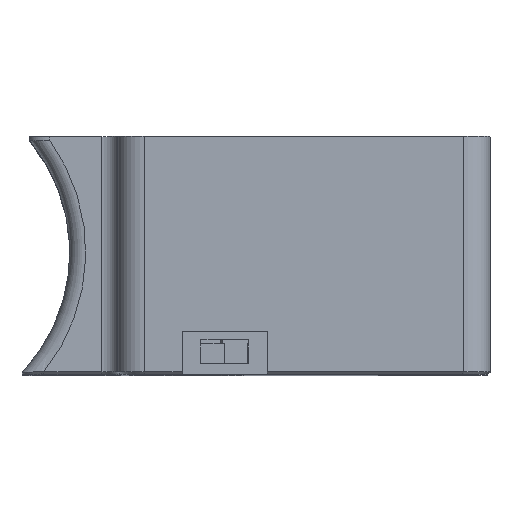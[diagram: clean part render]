
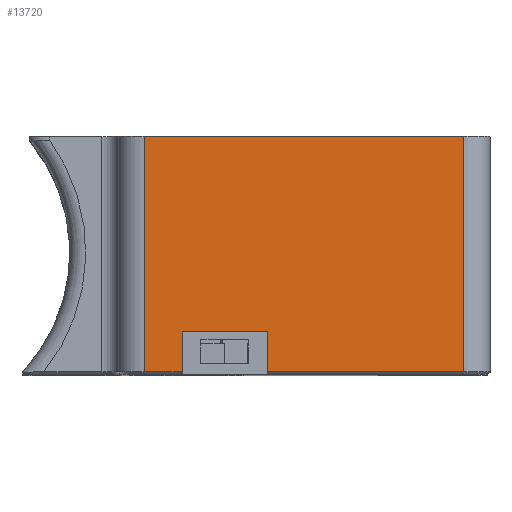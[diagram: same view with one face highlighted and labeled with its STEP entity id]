
A CAD part, top view. The second image highlights one B-rep face of the part: STEP entity #13720.
In plain terms, the highlighted planar face has unit normal (0, 0, 1).
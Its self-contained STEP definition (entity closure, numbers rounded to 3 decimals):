
#1255=FACE_OUTER_BOUND('',#2048,.T.);
#2048=EDGE_LOOP('',(#11459,#11460,#11461,#11462,#11463,#11464,#11465,#11466));
#3006=LINE('',#21530,#4566);
#3498=LINE('',#22973,#5058);
#3543=LINE('',#23064,#5103);
#3545=LINE('',#23068,#5105);
#3546=LINE('',#23069,#5106);
#3547=LINE('',#23071,#5107);
#3548=LINE('',#23073,#5108);
#3549=LINE('',#23074,#5109);
#4566=VECTOR('',#15873,10.);
#5058=VECTOR('',#16963,10.);
#5103=VECTOR('',#17036,10.);
#5105=VECTOR('',#17040,10.);
#5106=VECTOR('',#17041,10.);
#5107=VECTOR('',#17042,10.);
#5108=VECTOR('',#17043,10.);
#5109=VECTOR('',#17044,10.);
#6120=VERTEX_POINT('',#21527);
#6121=VERTEX_POINT('',#21529);
#6551=VERTEX_POINT('',#22971);
#6582=VERTEX_POINT('',#23061);
#6583=VERTEX_POINT('',#23063);
#6584=VERTEX_POINT('',#23067);
#6585=VERTEX_POINT('',#23070);
#6586=VERTEX_POINT('',#23072);
#7682=EDGE_CURVE('',#6120,#6121,#3006,.T.);
#8298=EDGE_CURVE('',#6551,#6120,#3498,.T.);
#8343=EDGE_CURVE('',#6583,#6582,#3543,.T.);
#8345=EDGE_CURVE('',#6584,#6551,#3545,.T.);
#8346=EDGE_CURVE('',#6584,#6583,#3546,.T.);
#8347=EDGE_CURVE('',#6582,#6585,#3547,.T.);
#8348=EDGE_CURVE('',#6586,#6585,#3548,.T.);
#8349=EDGE_CURVE('',#6121,#6586,#3549,.T.);
#11459=ORIENTED_EDGE('',*,*,#8298,.F.);
#11460=ORIENTED_EDGE('',*,*,#8345,.F.);
#11461=ORIENTED_EDGE('',*,*,#8346,.T.);
#11462=ORIENTED_EDGE('',*,*,#8343,.T.);
#11463=ORIENTED_EDGE('',*,*,#8347,.T.);
#11464=ORIENTED_EDGE('',*,*,#8348,.F.);
#11465=ORIENTED_EDGE('',*,*,#8349,.F.);
#11466=ORIENTED_EDGE('',*,*,#7682,.F.);
#13067=PLANE('',#14489);
#13720=ADVANCED_FACE('',(#1255),#13067,.T.);
#14489=AXIS2_PLACEMENT_3D('',#23066,#17038,#17039);
#15873=DIRECTION('',(1.,0.,0.));
#16963=DIRECTION('',(0.,1.,0.));
#17036=DIRECTION('',(1.,0.,0.));
#17038=DIRECTION('center_axis',(0.,0.,1.));
#17039=DIRECTION('ref_axis',(-1.,0.,0.));
#17040=DIRECTION('',(-1.,0.,0.));
#17041=DIRECTION('',(0.,1.,0.));
#17042=DIRECTION('',(0.,-1.,0.));
#17043=DIRECTION('',(-1.,0.,0.));
#17044=DIRECTION('',(0.,-1.,0.));
#21527=CARTESIAN_POINT('',(5.,42.75,127.5));
#21529=CARTESIAN_POINT('',(65.,42.75,127.5));
#21530=CARTESIAN_POINT('',(42.5,42.75,127.5));
#22971=CARTESIAN_POINT('',(5.,-1.5,127.5));
#22973=CARTESIAN_POINT('',(5.,0.,127.5));
#23061=CARTESIAN_POINT('',(28.141,6.147,127.5));
#23063=CARTESIAN_POINT('',(12.141,6.147,127.5));
#23064=CARTESIAN_POINT('',(27.32,6.147,127.5));
#23066=CARTESIAN_POINT('Origin',(42.5,0.,127.5));
#23067=CARTESIAN_POINT('',(12.141,-1.5,127.5));
#23068=CARTESIAN_POINT('',(38.75,-1.5,127.5));
#23069=CARTESIAN_POINT('',(12.141,-1.027,127.5));
#23070=CARTESIAN_POINT('',(28.141,-1.5,127.5));
#23071=CARTESIAN_POINT('',(28.141,3.073,127.5));
#23072=CARTESIAN_POINT('',(65.,-1.5,127.5));
#23073=CARTESIAN_POINT('',(38.75,-1.5,127.5));
#23074=CARTESIAN_POINT('',(65.,0.,127.5));
